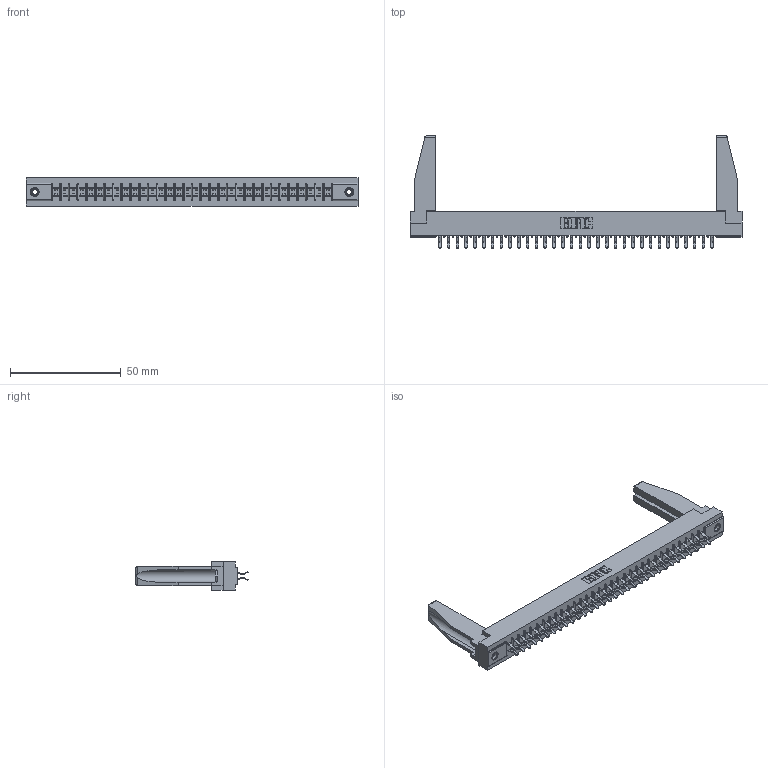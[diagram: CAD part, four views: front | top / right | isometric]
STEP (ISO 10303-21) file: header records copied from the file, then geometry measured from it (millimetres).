
FILE_DESCRIPTION (( 'STEP AP203' ), '1' );
FILE_NAME ('315-064-556-278.STEP', '2019-09-10T20:42:44', ( '' ), ( '' ), 'SwSTEP 2.0', 'SolidWorks 2016', '' );
FILE_SCHEMA (( 'CONFIG_CONTROL_DESIGN' ));
Length unit declared in the file: inch
Products named in the file (5): 307-220-078; 345-250-001_345-250-001-102; 305-290-001_556; 315-064-556-278; 305 Part_.156 Dia
Assembly tree (69 placements, depth 2):
  315-064-556-278
    305 Part_.156 Dia
    305-290-001_556  x64
    345-250-001_345-250-001-102  x2
    307-220-078  x2
Bounding box: 149.81 x 50.67 x 12.7 mm (x, y, z)
Volume: 19555.7 mm3; surface area: 23409.1 mm2
Topology: 69 solids, 69 shells, 3830 faces, 10982 edges, 7140 vertices
Faces by surface type: plane 2136, cylinder 1550, sphere 128, cone 12, torus 4
Entity records: 38526 total; most frequent: CARTESIAN_POINT 6384, ORIENTED_EDGE 6294, DIRECTION 6145, EDGE_CURVE 3147, VECTOR 2527, LINE 2527, VERTEX_POINT 2006, AXIS2_PLACEMENT_3D 1809
